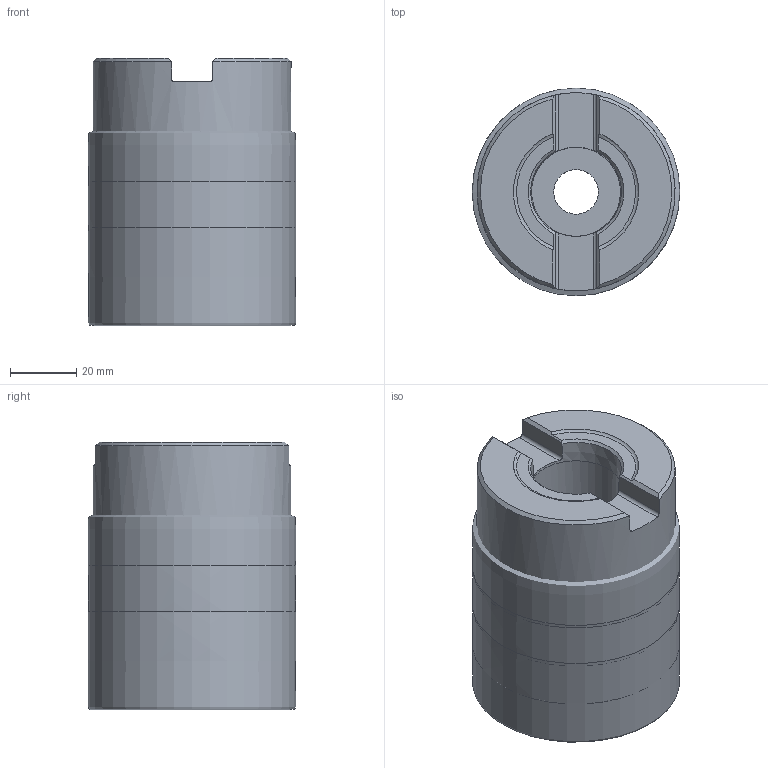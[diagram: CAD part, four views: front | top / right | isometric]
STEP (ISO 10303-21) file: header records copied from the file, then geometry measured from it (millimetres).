
FILE_DESCRIPTION(/* description */ (''),/* implementation_level */ '2;1');
FILE_NAME(/* name */ 'R220.69-0063-057-XO16.5BA_Basic.stp',/* time_stamp */ '2021-04-29T13:43:49+05:00',/* author */ (''),/* organization */ (''),/* preprocessor_version */ 'ST-DEVELOPER v16.7',/* originating_system */ 'SIEMENS PLM Software NX 12.0',/* authorisation */ '');
FILE_SCHEMA (('AUTOMOTIVE_DESIGN { 1 0 10303 214 3 1 1 1 }'));
Length unit declared in the file: millimetre
Products named in the file (4): CUT; NOCUT; ASSEMBLY_CONSTRUCTION; inpu07B4B469bcwo
Assembly tree (3 placements, depth 2):
  inpu07B4B469bcwo
    ASSEMBLY_CONSTRUCTION
    NOCUT
    CUT
Bounding box: 62.89 x 62.85 x 80.95 mm (x, y, z)
Volume: 303268.4 mm3; surface area: 60884.8 mm2
Topology: 5 solids, 5 shells, 63 faces, 163 edges, 136 vertices
Faces by surface type: plane 18, cone 16, torus 12, cylinder 11, revolution 6
Full cylindrical faces by diameter (mm): 13.5 x1, 19.006 x1, 20.1 x1, 24 x1, 27.006 x1, 46.4 x1, 60 x1
Entity records: 2919 total; most frequent: CARTESIAN_POINT 1187, DIRECTION 318, ORIENTED_EDGE 208, AXIS2_PLACEMENT_3D 144, EDGE_CURVE 104, EDGE_LOOP 98, VERTEX_POINT 82, FACE_BOUND 76
